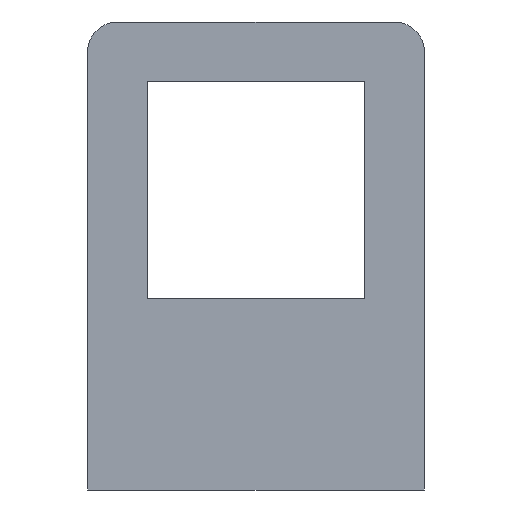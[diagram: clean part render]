
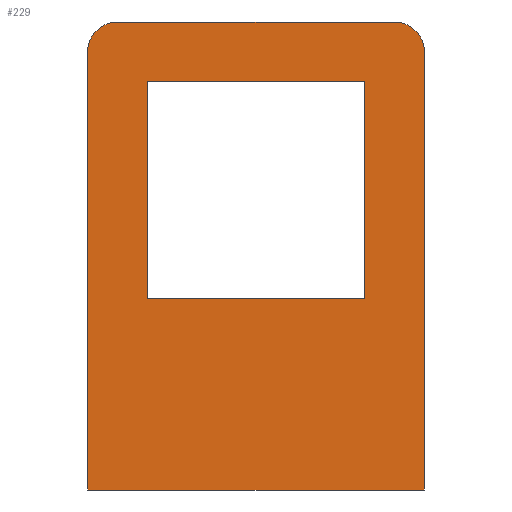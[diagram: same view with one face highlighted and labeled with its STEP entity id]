
A CAD part, front view. The second image highlights one B-rep face of the part: STEP entity #229.
In plain terms, the highlighted planar face has unit normal (0, -1, 0).
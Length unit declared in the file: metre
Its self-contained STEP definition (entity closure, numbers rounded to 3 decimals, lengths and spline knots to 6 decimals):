
#12=CIRCLE('',#245,0.0127);
#14=CIRCLE('',#249,0.0127);
#68=ORIENTED_EDGE('',*,*,#94,.F.);
#69=ORIENTED_EDGE('',*,*,#98,.F.);
#70=ORIENTED_EDGE('',*,*,#101,.F.);
#71=ORIENTED_EDGE('',*,*,#104,.F.);
#72=ORIENTED_EDGE('',*,*,#78,.F.);
#73=ORIENTED_EDGE('',*,*,#82,.T.);
#74=ORIENTED_EDGE('',*,*,#85,.F.);
#75=ORIENTED_EDGE('',*,*,#88,.T.);
#76=ORIENTED_EDGE('',*,*,#91,.T.);
#77=ORIENTED_EDGE('',*,*,#106,.T.);
#78=EDGE_CURVE('',#108,#109,#128,.T.);
#82=EDGE_CURVE('',#108,#112,#12,.T.);
#85=EDGE_CURVE('',#114,#112,#133,.T.);
#88=EDGE_CURVE('',#114,#116,#14,.T.);
#91=EDGE_CURVE('',#116,#118,#137,.T.);
#94=EDGE_CURVE('',#120,#121,#140,.T.);
#98=EDGE_CURVE('',#124,#120,#144,.T.);
#101=EDGE_CURVE('',#126,#124,#147,.T.);
#104=EDGE_CURVE('',#121,#126,#150,.T.);
#106=EDGE_CURVE('',#118,#109,#152,.T.);
#108=VERTEX_POINT('',#322);
#109=VERTEX_POINT('',#323);
#112=VERTEX_POINT('',#331);
#114=VERTEX_POINT('',#337);
#116=VERTEX_POINT('',#343);
#118=VERTEX_POINT('',#349);
#120=VERTEX_POINT('',#355);
#121=VERTEX_POINT('',#356);
#124=VERTEX_POINT('',#364);
#126=VERTEX_POINT('',#370);
#128=LINE('',#321,#154);
#133=LINE('',#336,#159);
#137=LINE('',#348,#163);
#140=LINE('',#354,#166);
#144=LINE('',#363,#170);
#147=LINE('',#369,#173);
#150=LINE('',#375,#176);
#152=LINE('',#378,#178);
#154=VECTOR('',#263,1.);
#159=VECTOR('',#276,1.);
#163=VECTOR('',#288,1.);
#166=VECTOR('',#293,1.);
#170=VECTOR('',#299,1.);
#173=VECTOR('',#304,1.);
#176=VECTOR('',#309,1.);
#178=VECTOR('',#313,1.);
#192=EDGE_LOOP('',(#68,#69,#70,#71));
#193=EDGE_LOOP('',(#72,#73,#74,#75,#76,#77));
#206=FACE_BOUND('',#192,.T.);
#207=FACE_BOUND('',#193,.T.);
#217=PLANE('',#258);
#229=ADVANCED_FACE('',(#206,#207),#217,.T.);
#245=AXIS2_PLACEMENT_3D('',#330,#269,#270);
#249=AXIS2_PLACEMENT_3D('',#342,#281,#282);
#258=AXIS2_PLACEMENT_3D('',#381,#317,#318);
#263=DIRECTION('',(0.,0.,-1.));
#269=DIRECTION('',(0.,-1.,0.));
#270=DIRECTION('',(0.,0.,-1.));
#276=DIRECTION('',(1.,0.,0.));
#281=DIRECTION('',(0.,-1.,0.));
#282=DIRECTION('',(0.,0.,-1.));
#288=DIRECTION('',(0.,0.,-1.));
#293=DIRECTION('',(0.,0.,1.));
#299=DIRECTION('',(1.,0.,0.));
#304=DIRECTION('',(0.,0.,-1.));
#309=DIRECTION('',(-1.,0.,0.));
#313=DIRECTION('',(1.,0.,0.));
#317=DIRECTION('',(0.,-1.,0.));
#318=DIRECTION('',(1.,0.,0.));
#321=CARTESIAN_POINT('',(0.0714,0.,-0.03415));
#322=CARTESIAN_POINT('',(0.0714,0.,0.0587));
#323=CARTESIAN_POINT('',(0.0714,0.,-0.127));
#330=CARTESIAN_POINT('',(0.0587,0.,0.0587));
#331=CARTESIAN_POINT('',(0.0587,0.,0.0714));
#336=CARTESIAN_POINT('',(0.,0.,0.0714));
#337=CARTESIAN_POINT('',(-0.0587,0.,0.0714));
#342=CARTESIAN_POINT('',(-0.0587,0.,0.0587));
#343=CARTESIAN_POINT('',(-0.0714,0.,0.0587));
#348=CARTESIAN_POINT('',(-0.0714,0.,-0.03415));
#349=CARTESIAN_POINT('',(-0.0714,0.,-0.127));
#354=CARTESIAN_POINT('',(0.046,0.,0.));
#355=CARTESIAN_POINT('',(0.046,0.,-0.046));
#356=CARTESIAN_POINT('',(0.046,0.,0.046));
#363=CARTESIAN_POINT('',(0.,0.,-0.046));
#364=CARTESIAN_POINT('',(-0.046,0.,-0.046));
#369=CARTESIAN_POINT('',(-0.046,0.,0.));
#370=CARTESIAN_POINT('',(-0.046,0.,0.046));
#375=CARTESIAN_POINT('',(0.,0.,0.046));
#378=CARTESIAN_POINT('',(0.,0.,-0.127));
#381=CARTESIAN_POINT('',(0.,0.,-0.0278));
